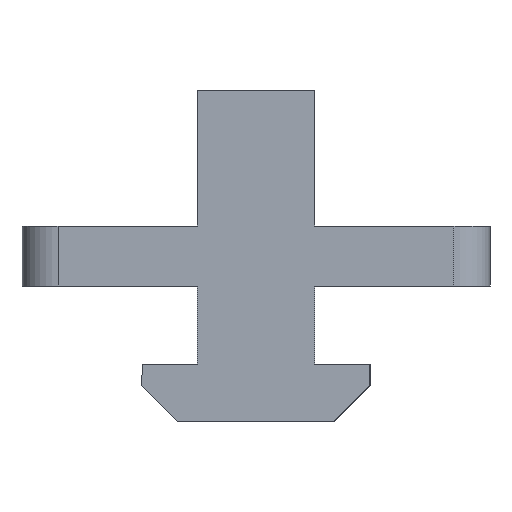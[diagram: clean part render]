
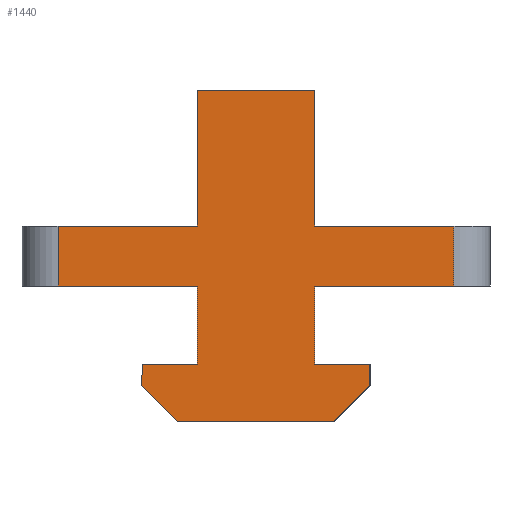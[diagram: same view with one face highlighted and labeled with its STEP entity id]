
A CAD part, left-side view. The second image highlights one B-rep face of the part: STEP entity #1440.
In plain terms, the highlighted planar face has unit normal (-1, 0, 0).
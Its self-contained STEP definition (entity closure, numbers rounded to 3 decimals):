
#6 = CARTESIAN_POINT ( 'NONE',  ( 0., 4.95, 0. ) ) ;
#29 = CARTESIAN_POINT ( 'NONE',  ( 0., 9.5, -8.3 ) ) ;
#31 = CARTESIAN_POINT ( 'NONE',  ( 0., 0., 5. ) ) ;
#37 = ORIENTED_EDGE ( 'NONE', *, *, #544, .F. ) ;
#59 = EDGE_CURVE ( 'NONE', #1262, #1548, #677, .T. ) ;
#66 = VERTEX_POINT ( 'NONE', #1942 ) ;
#86 = ORIENTED_EDGE ( 'NONE', *, *, #1723, .F. ) ;
#137 = VECTOR ( 'NONE', #863, 1000. ) ;
#142 = EDGE_CURVE ( 'NONE', #1184, #1185, #174, .T. ) ;
#144 = VERTEX_POINT ( 'NONE', #391 ) ;
#147 = VECTOR ( 'NONE', #1283, 1000. ) ;
#174 = LINE ( 'NONE', #1737, #1841 ) ;
#181 = CARTESIAN_POINT ( 'NONE',  ( 0., -4.9, 0. ) ) ;
#186 = VERTEX_POINT ( 'NONE', #509 ) ;
#208 = EDGE_CURVE ( 'NONE', #1519, #144, #1372, .T. ) ;
#228 = LINE ( 'NONE', #1674, #590 ) ;
#242 = VERTEX_POINT ( 'NONE', #320 ) ;
#250 = EDGE_CURVE ( 'NONE', #1912, #1548, #1861, .T. ) ;
#258 = VECTOR ( 'NONE', #2077, 1000. ) ;
#280 = EDGE_CURVE ( 'NONE', #1102, #797, #676, .T. ) ;
#285 = ORIENTED_EDGE ( 'NONE', *, *, #1256, .F. ) ;
#294 = LINE ( 'NONE', #1990, #340 ) ;
#320 = CARTESIAN_POINT ( 'NONE',  ( 0., -16.5, 5. ) ) ;
#333 = DIRECTION ( 'NONE',  ( 0., 0., 1. ) ) ;
#337 = ORIENTED_EDGE ( 'NONE', *, *, #759, .T. ) ;
#338 = CARTESIAN_POINT ( 'NONE',  ( 0., 4.9, -6.5 ) ) ;
#340 = VECTOR ( 'NONE', #829, 1000. ) ;
#373 = EDGE_CURVE ( 'NONE', #242, #1757, #294, .T. ) ;
#375 = CARTESIAN_POINT ( 'NONE',  ( 0., -6.5, -11.3 ) ) ;
#391 = CARTESIAN_POINT ( 'NONE',  ( 0., 16.5, 0. ) ) ;
#395 = VECTOR ( 'NONE', #1966, 1000. ) ;
#412 = DIRECTION ( 'NONE',  ( 0., 1., 0. ) ) ;
#425 = ORIENTED_EDGE ( 'NONE', *, *, #986, .T. ) ;
#449 = VECTOR ( 'NONE', #1147, 1000. ) ;
#467 = EDGE_CURVE ( 'NONE', #1102, #1813, #1925, .T. ) ;
#470 = CARTESIAN_POINT ( 'NONE',  ( 0., -4.9, -6.5 ) ) ;
#509 = CARTESIAN_POINT ( 'NONE',  ( 0., 4.9, 5. ) ) ;
#511 = LINE ( 'NONE', #1893, #930 ) ;
#517 = DIRECTION ( 'NONE',  ( 0., 1., 0. ) ) ;
#523 = LINE ( 'NONE', #864, #1790 ) ;
#533 = DIRECTION ( 'NONE',  ( 0., -0.707, -0.707 ) ) ;
#544 = EDGE_CURVE ( 'NONE', #66, #186, #1054, .T. ) ;
#546 = DIRECTION ( 'NONE',  ( 0., 0., 1. ) ) ;
#557 = LINE ( 'NONE', #629, #1381 ) ;
#561 = ORIENTED_EDGE ( 'NONE', *, *, #142, .T. ) ;
#579 = DIRECTION ( 'NONE',  ( 0., 0., 1. ) ) ;
#590 = VECTOR ( 'NONE', #517, 1000. ) ;
#602 = CARTESIAN_POINT ( 'NONE',  ( 0., -9.5, -6.5 ) ) ;
#608 = DIRECTION ( 'NONE',  ( 1., 0., 0. ) ) ;
#629 = CARTESIAN_POINT ( 'NONE',  ( 0., 16.5, 52.279 ) ) ;
#632 = CARTESIAN_POINT ( 'NONE',  ( 0., -9.5, -8.3 ) ) ;
#653 = CARTESIAN_POINT ( 'NONE',  ( 0., -4.9, 16.3 ) ) ;
#676 = LINE ( 'NONE', #1528, #1555 ) ;
#677 = LINE ( 'NONE', #947, #1930 ) ;
#713 = DIRECTION ( 'NONE',  ( 0., 0., -1. ) ) ;
#721 = CARTESIAN_POINT ( 'NONE',  ( 0., 6.5, -11.3 ) ) ;
#735 = FACE_OUTER_BOUND ( 'NONE', #1240, .T. ) ;
#743 = ORIENTED_EDGE ( 'NONE', *, *, #59, .T. ) ;
#759 = EDGE_CURVE ( 'NONE', #1912, #1657, #1541, .T. ) ;
#771 = ORIENTED_EDGE ( 'NONE', *, *, #1660, .F. ) ;
#782 = CARTESIAN_POINT ( 'NONE',  ( 0., 4.9, 0. ) ) ;
#797 = VERTEX_POINT ( 'NONE', #1916 ) ;
#809 = CARTESIAN_POINT ( 'NONE',  ( 0., 0., 16.3 ) ) ;
#829 = DIRECTION ( 'NONE',  ( 0., 0., -1. ) ) ;
#863 = DIRECTION ( 'NONE',  ( 0., 0., -1. ) ) ;
#864 = CARTESIAN_POINT ( 'NONE',  ( 0., 9.5, -6.5 ) ) ;
#919 = PLANE ( 'NONE',  #1429 ) ;
#924 = VECTOR ( 'NONE', #333, 1000. ) ;
#926 = EDGE_CURVE ( 'NONE', #1519, #1080, #1360, .T. ) ;
#930 = VECTOR ( 'NONE', #1071, 1000. ) ;
#947 = CARTESIAN_POINT ( 'NONE',  ( 0., -9.5, -8.3 ) ) ;
#986 = EDGE_CURVE ( 'NONE', #1244, #186, #1159, .T. ) ;
#989 = CARTESIAN_POINT ( 'NONE',  ( 0., -4.9, 5. ) ) ;
#1004 = ORIENTED_EDGE ( 'NONE', *, *, #373, .F. ) ;
#1049 = EDGE_CURVE ( 'NONE', #1262, #1813, #511, .T. ) ;
#1053 = CARTESIAN_POINT ( 'NONE',  ( 0., 4.9, 16.3 ) ) ;
#1054 = LINE ( 'NONE', #1695, #1445 ) ;
#1071 = DIRECTION ( 'NONE',  ( 0., 1., 0. ) ) ;
#1080 = VERTEX_POINT ( 'NONE', #338 ) ;
#1102 = VERTEX_POINT ( 'NONE', #29 ) ;
#1136 = ORIENTED_EDGE ( 'NONE', *, *, #280, .F. ) ;
#1146 = ORIENTED_EDGE ( 'NONE', *, *, #1835, .T. ) ;
#1147 = DIRECTION ( 'NONE',  ( 0., -1., 0. ) ) ;
#1159 = LINE ( 'NONE', #1053, #1600 ) ;
#1184 = VERTEX_POINT ( 'NONE', #989 ) ;
#1185 = VERTEX_POINT ( 'NONE', #653 ) ;
#1194 = CARTESIAN_POINT ( 'NONE',  ( 0., 6.5, -11.3 ) ) ;
#1233 = VERTEX_POINT ( 'NONE', #1829 ) ;
#1240 = EDGE_LOOP ( 'NONE', ( #1263, #743, #2008, #337, #1495, #285, #1004, #86, #561, #1295, #425, #37, #771, #1662, #1577, #1146, #1136, #1877 ) ) ;
#1244 = VERTEX_POINT ( 'NONE', #1663 ) ;
#1248 = CARTESIAN_POINT ( 'NONE',  ( 0., -9.5, -6.5 ) ) ;
#1256 = EDGE_CURVE ( 'NONE', #1757, #1233, #228, .T. ) ;
#1262 = VERTEX_POINT ( 'NONE', #375 ) ;
#1263 = ORIENTED_EDGE ( 'NONE', *, *, #1049, .F. ) ;
#1283 = DIRECTION ( 'NONE',  ( 0., 1., 0. ) ) ;
#1295 = ORIENTED_EDGE ( 'NONE', *, *, #1399, .F. ) ;
#1326 = VECTOR ( 'NONE', #1784, 1000. ) ;
#1360 = LINE ( 'NONE', #1870, #137 ) ;
#1372 = LINE ( 'NONE', #6, #147 ) ;
#1381 = VECTOR ( 'NONE', #1792, 1000. ) ;
#1399 = EDGE_CURVE ( 'NONE', #1244, #1185, #2047, .T. ) ;
#1429 = AXIS2_PLACEMENT_3D ( 'NONE', #1607, #608, #1768 ) ;
#1432 = LINE ( 'NONE', #181, #924 ) ;
#1440 = ADVANCED_FACE ( 'NONE', ( #735 ), #919, .F. ) ;
#1445 = VECTOR ( 'NONE', #1864, 1000. ) ;
#1457 = DIRECTION ( 'NONE',  ( 0., -0.707, 0.707 ) ) ;
#1495 = ORIENTED_EDGE ( 'NONE', *, *, #1688, .T. ) ;
#1519 = VERTEX_POINT ( 'NONE', #782 ) ;
#1528 = CARTESIAN_POINT ( 'NONE',  ( 0., 9.5, -7.8 ) ) ;
#1541 = LINE ( 'NONE', #602, #258 ) ;
#1548 = VERTEX_POINT ( 'NONE', #632 ) ;
#1555 = VECTOR ( 'NONE', #546, 1000. ) ;
#1577 = ORIENTED_EDGE ( 'NONE', *, *, #926, .T. ) ;
#1600 = VECTOR ( 'NONE', #713, 1000. ) ;
#1607 = CARTESIAN_POINT ( 'NONE',  ( 0., 0., 0. ) ) ;
#1657 = VERTEX_POINT ( 'NONE', #470 ) ;
#1660 = EDGE_CURVE ( 'NONE', #144, #66, #557, .T. ) ;
#1662 = ORIENTED_EDGE ( 'NONE', *, *, #208, .F. ) ;
#1663 = CARTESIAN_POINT ( 'NONE',  ( 0., 4.9, 16.3 ) ) ;
#1674 = CARTESIAN_POINT ( 'NONE',  ( 0., 0., 0. ) ) ;
#1688 = EDGE_CURVE ( 'NONE', #1657, #1233, #1432, .T. ) ;
#1695 = CARTESIAN_POINT ( 'NONE',  ( 0., 0., 5. ) ) ;
#1712 = LINE ( 'NONE', #31, #449 ) ;
#1723 = EDGE_CURVE ( 'NONE', #1184, #242, #1712, .T. ) ;
#1737 = CARTESIAN_POINT ( 'NONE',  ( 0., -4.9, 16.3 ) ) ;
#1757 = VERTEX_POINT ( 'NONE', #1814 ) ;
#1768 = DIRECTION ( 'NONE',  ( 0., 1., 0. ) ) ;
#1784 = DIRECTION ( 'NONE',  ( 0., 0., -1. ) ) ;
#1790 = VECTOR ( 'NONE', #412, 1000. ) ;
#1792 = DIRECTION ( 'NONE',  ( 0., 0., 1. ) ) ;
#1813 = VERTEX_POINT ( 'NONE', #721 ) ;
#1814 = CARTESIAN_POINT ( 'NONE',  ( 0., -16.5, 0. ) ) ;
#1829 = CARTESIAN_POINT ( 'NONE',  ( 0., -4.9, 0. ) ) ;
#1835 = EDGE_CURVE ( 'NONE', #1080, #797, #523, .T. ) ;
#1841 = VECTOR ( 'NONE', #579, 1000. ) ;
#1861 = LINE ( 'NONE', #1935, #1326 ) ;
#1864 = DIRECTION ( 'NONE',  ( 0., -1., 0. ) ) ;
#1870 = CARTESIAN_POINT ( 'NONE',  ( 0., 4.9, 0. ) ) ;
#1877 = ORIENTED_EDGE ( 'NONE', *, *, #467, .T. ) ;
#1893 = CARTESIAN_POINT ( 'NONE',  ( 0., 0., -11.3 ) ) ;
#1912 = VERTEX_POINT ( 'NONE', #1248 ) ;
#1916 = CARTESIAN_POINT ( 'NONE',  ( 0., 9.5, -6.5 ) ) ;
#1925 = LINE ( 'NONE', #1194, #1982 ) ;
#1930 = VECTOR ( 'NONE', #1457, 1000. ) ;
#1935 = CARTESIAN_POINT ( 'NONE',  ( 0., -9.5, -6.3 ) ) ;
#1942 = CARTESIAN_POINT ( 'NONE',  ( 0., 16.5, 5. ) ) ;
#1966 = DIRECTION ( 'NONE',  ( 0., -1., 0. ) ) ;
#1982 = VECTOR ( 'NONE', #533, 1000. ) ;
#1990 = CARTESIAN_POINT ( 'NONE',  ( 0., -16.5, 0. ) ) ;
#2008 = ORIENTED_EDGE ( 'NONE', *, *, #250, .F. ) ;
#2047 = LINE ( 'NONE', #809, #395 ) ;
#2077 = DIRECTION ( 'NONE',  ( 0., 1., 0. ) ) ;
